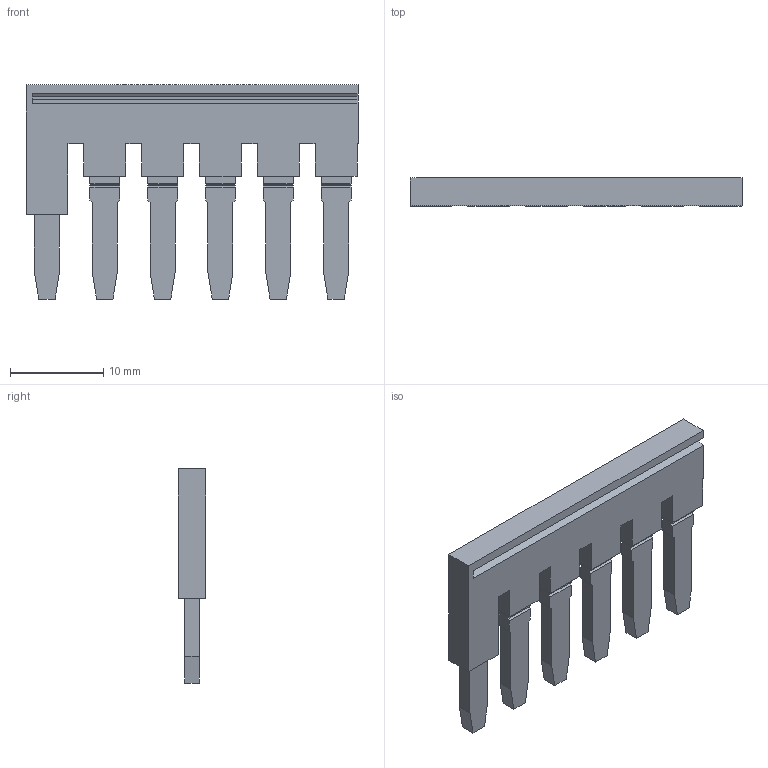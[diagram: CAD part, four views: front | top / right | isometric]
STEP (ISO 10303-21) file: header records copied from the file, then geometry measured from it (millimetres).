
FILE_DESCRIPTION(('HOOPS Exchange Step'),'2;1');
FILE_NAME('export-DC188A33-9CEF-4102-951E-2463FB9CF751.stp','2024-12-27T11:57:04+01:00',('Engineering'),('Alibre'),'HOOPS Exchange 2024.3','Alibre','Unknown authorisation');
FILE_SCHEMA( ('AP242_MANAGED_MODEL_BASED_3D_ENGINEERING_MIM_LF {1 0 10303 442 1 1 4 }') );
Length unit declared in the file: millimetre
Products named in the file (2): 393-1 Plug-in bridge - FBS 6-6 - 1008238 (6-poles); 393 Plug-in bridge - FBS 6-6 - 1008238 (6-poles)
Assembly tree (1 placements, depth 2):
  393 Plug-in bridge - FBS 6-6 - 1008238 (6-poles)
    393-1 Plug-in bridge - FBS 6-6 - 1008238 (6-poles)
Bounding box: 35.6 x 3 x 22.98 mm (x, y, z)
Volume: 1282.3 mm3; surface area: 1815.2 mm2
Topology: 1 solids, 1 shells, 128 faces, 360 edges, 240 vertices
Faces by surface type: plane 128
Entity records: 4303 total; most frequent: CARTESIAN_POINT 732, ORIENTED_EDGE 720, DIRECTION 624, VECTOR 360, LINE 360, EDGE_CURVE 360, VERTEX_POINT 240, EDGE_LOOP 134
